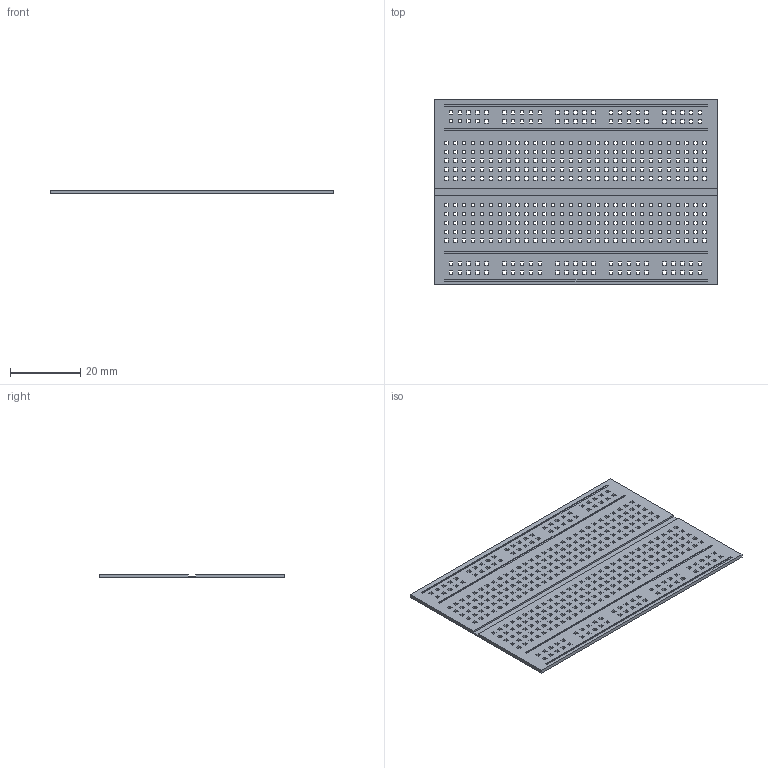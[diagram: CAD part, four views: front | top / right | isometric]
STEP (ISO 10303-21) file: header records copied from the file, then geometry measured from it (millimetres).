
FILE_DESCRIPTION(('FreeCAD Model'),'2;1');
FILE_NAME('Open CASCADE Shape Model','2024-06-12T11:46:27',('BT'),(''), 'Open CASCADE STEP processor 7.6','FreeCAD','Unknown');
FILE_SCHEMA(('AUTOMOTIVE_DESIGN { 1 0 10303 214 1 1 1 1 }'));
Length unit declared in the file: millimetre
Products named in the file (1): Compound
Bounding box: 81 x 53 x 1 mm (x, y, z)
Volume: 3782 mm3; surface area: 9853.8 mm2
Topology: 1 solids, 1 shells, 1630 faces, 4872 edges, 3248 vertices
Faces by surface type: plane 1630
Entity records: 66679 total; most frequent: CARTESIAN_POINT 9751, ORIENTED_EDGE 9744, DIRECTION 8134, EDGE_CURVE 4872, LINE 4872, VECTOR 4872, VERTEX_POINT 3248, FACE_BOUND 2434
